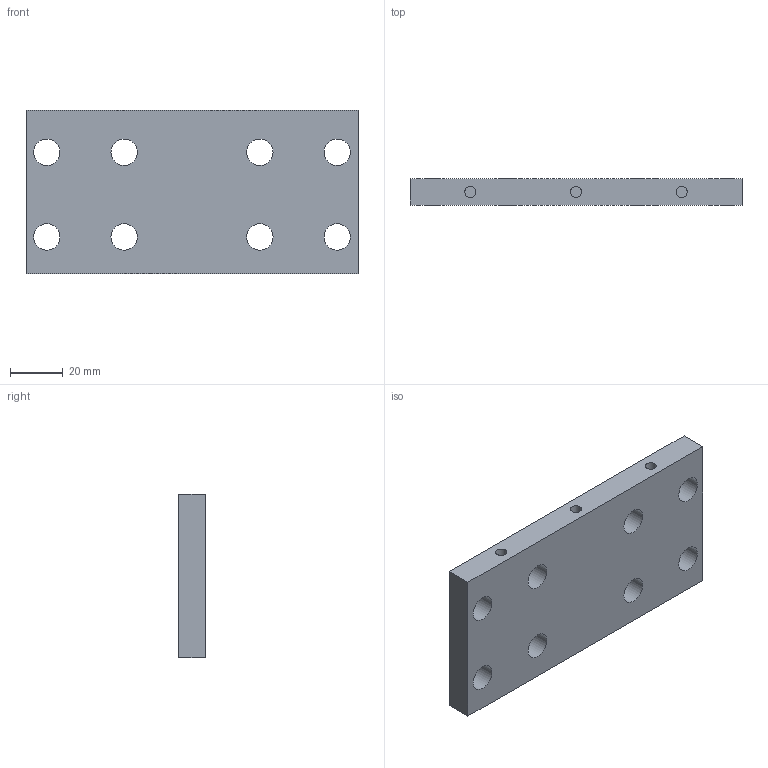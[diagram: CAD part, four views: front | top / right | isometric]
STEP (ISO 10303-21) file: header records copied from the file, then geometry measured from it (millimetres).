
FILE_DESCRIPTION(/* description */ (''),/* implementation_level */ '2;1');
FILE_NAME(/* name */ 'Table CNC3_Plaque 1 v3.step',/* time_stamp */ '2019-02-14T17:31:11+01:00',/* author */ ('jl.gautier'),/* organization */ (''),/* preprocessor_version */ 'ST-DEVELOPER v17.2',/* originating_system */ 'Autodesk Translation Framework v7.6.0.251',/* authorisation */ '');
FILE_SCHEMA (('AUTOMOTIVE_DESIGN { 1 0 10303 214 3 1 1 }'));
Length unit declared in the file: millimetre
Products named in the file (2): Table CNC3_Plaque 1; Component2
Assembly tree (1 placements, depth 2):
  Table CNC3_Plaque 1
    Component2
Bounding box: 125.6 x 10 x 62 mm (x, y, z)
Volume: 70744 mm3; surface area: 21381.1 mm2
Topology: 1 solids, 1 shells, 20 faces, 45 edges, 30 vertices
Faces by surface type: cylinder 11, plane 9
Full cylindrical faces by diameter (mm): 4.234 x3, 10 x8
Entity records: 656 total; most frequent: DIRECTION 113, CARTESIAN_POINT 98, ORIENTED_EDGE 90, EDGE_CURVE 45, AXIS2_PLACEMENT_3D 45, EDGE_LOOP 39, VERTEX_POINT 30, LINE 23
